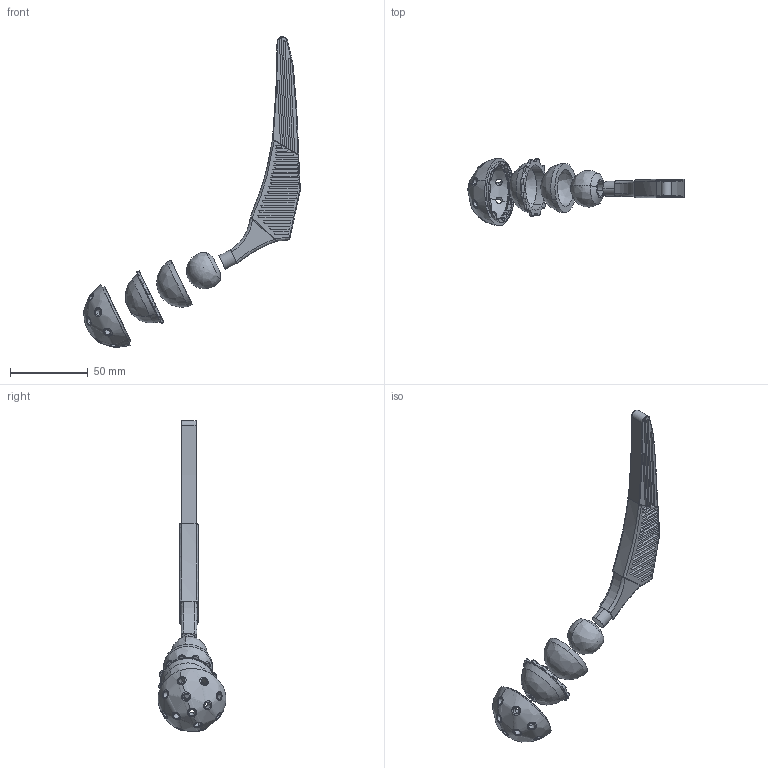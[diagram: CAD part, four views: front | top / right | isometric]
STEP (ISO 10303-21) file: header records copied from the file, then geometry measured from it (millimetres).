
FILE_DESCRIPTION(('FreeCAD Model'),'2;1');
FILE_NAME('Open CASCADE Shape Model','2025-04-29T07:48:35',('FreeCAD'),( 'FreeCAD'),'Open CASCADE STEP processor 7.6','FreeCAD','Unknown');
FILE_SCHEMA(('AUTOMOTIVE_DESIGN { 1 0 10303 214 1 1 1 1 }'));
Length unit declared in the file: millimetre
Products named in the file (1): Open CASCADE STEP translator 7.6 1
Bounding box: 138.75 x 43.52 x 199.2 mm (x, y, z)
Volume: 47468.9 mm3; surface area: 27046.8 mm2
Topology: 5 solids, 5 shells, 591 faces, 1523 edges, 983 vertices
Faces by surface type: bspline 591
Entity records: 18108 total; most frequent: CARTESIAN_POINT 9427, ORIENTED_EDGE 3022, EDGE_CURVE 1511, VERTEX_POINT 983, B_SPLINE_CURVE_WITH_KNOTS 916, FACE_BOUND 672, EDGE_LOOP 672, ADVANCED_FACE 591
